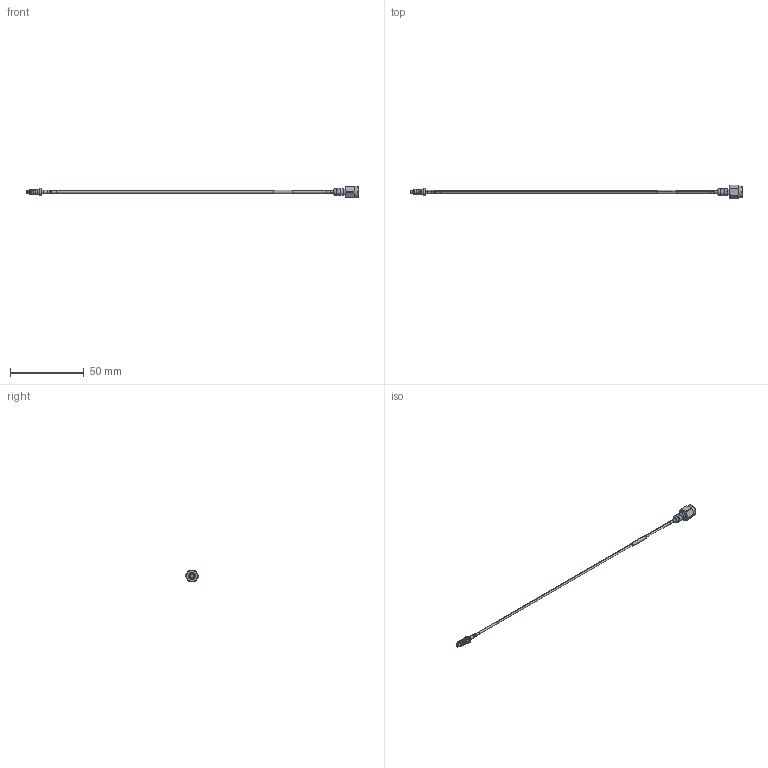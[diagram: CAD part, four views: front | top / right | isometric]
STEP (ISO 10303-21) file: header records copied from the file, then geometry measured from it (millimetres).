
FILE_DESCRIPTION (( 'STEP AP214' ), '1' );
FILE_NAME ('FMCA9730_3D.step', '2024-02-21T16:14:11', ( '' ), ( '' ), 'SwSTEP 2.0', 'SolidWorks 2022', '' );
FILE_SCHEMA (( 'AUTOMOTIVE_DESIGN' ));
Length unit declared in the file: inch
Products named in the file (7): PE-P047HF; FMCA9730_3D; PE45535; 1AW01-003_.085 ID; CA-PE-P047_2_Heatshrink_LONG; CA-PE-P047_4_Heatshrink_tapered; PE44797
Assembly tree (6 placements, depth 2):
  FMCA9730_3D
    PE-P047HF
    1AW01-003_.085 ID
    PE44797
    PE45535
    CA-PE-P047_2_Heatshrink_LONG
    CA-PE-P047_4_Heatshrink_tapered
Bounding box: 225.42 x 8.93 x 7.94 mm (x, y, z)
Volume: 878.2 mm3; surface area: 2411.9 mm2
Topology: 6 solids, 6 shells, 230 faces, 551 edges, 349 vertices
Faces by surface type: cylinder 106, plane 61, cone 39, torus 16, bspline 8
Entity records: 10052 total; most frequent: CARTESIAN_POINT 4283, DIRECTION 1137, ORIENTED_EDGE 1102, EDGE_CURVE 551, AXIS2_PLACEMENT_3D 466, VERTEX_POINT 349, EDGE_LOOP 252, CIRCLE 235
